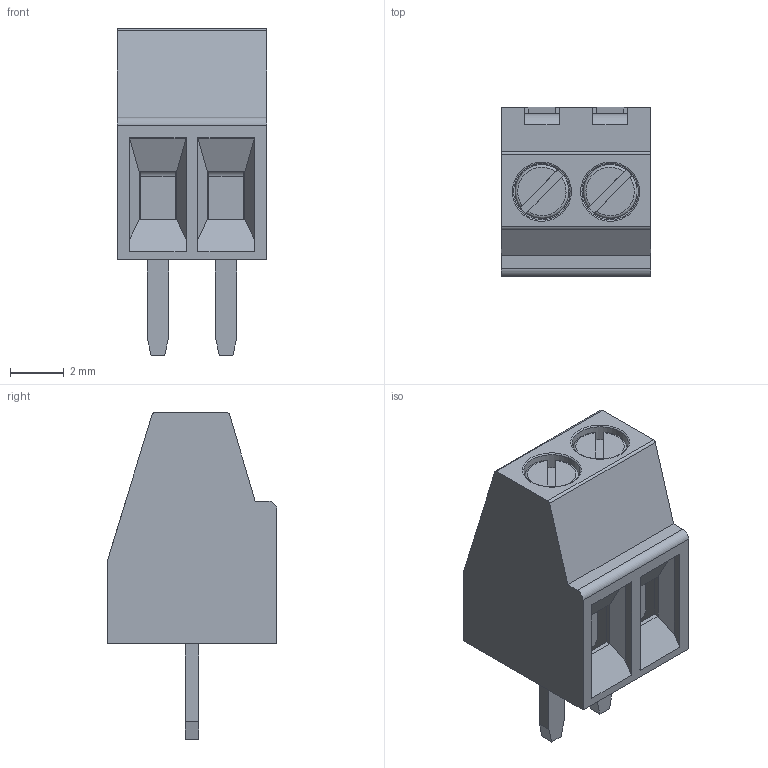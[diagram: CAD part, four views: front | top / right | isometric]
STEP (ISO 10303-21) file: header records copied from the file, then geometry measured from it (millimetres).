
FILE_DESCRIPTION(/* description */ ('Unknown'),/* implementation_level */ '2;1');
FILE_NAME(/* name */ 'DG308-2.54-02P',/* time_stamp */ '2025-08-15T11:59:40+03:00',/* author */ ('Unknown'),/* organization */ ('Unknown'),/* preprocessor_version */ 'ST-DEVELOPER v19.4',/* originating_system */ 'Solid Edge',/* authorisation */ 'Unknown');
FILE_SCHEMA (('AUTOMOTIVE_DESIGN {1 0 10303 214 3 1 1}'));
Length unit declared in the file: millimetre
Products named in the file (6): DG308-2.54-02P; DG308-2.54-pin; DG308-2.54-contact; DG308-2.54-screw
Assembly tree (6 placements, depth 3):
  DG308-2.54-02P
    DG308-2.54-02P
    DG308-2.54-pin  x2
      DG308-2.54-pin
      DG308-2.54-contact
      DG308-2.54-screw
Bounding box: 5.56 x 6.31 x 12.15 mm (x, y, z)
Volume: 172.8 mm3; surface area: 696.7 mm2
Topology: 7 solids, 7 shells, 212 faces, 554 edges, 358 vertices
Faces by surface type: plane 153, cylinder 51, torus 6, cone 2
Full cylindrical faces by diameter (mm): 0.8 x2, 1.2 x6, 2 x2, 2.1 x2
Entity records: 4562 total; most frequent: CARTESIAN_POINT 782, ORIENTED_EDGE 744, DIRECTION 741, EDGE_CURVE 372, LINE 301, VECTOR 301, VERTEX_POINT 245, AXIS2_PLACEMENT_3D 220
